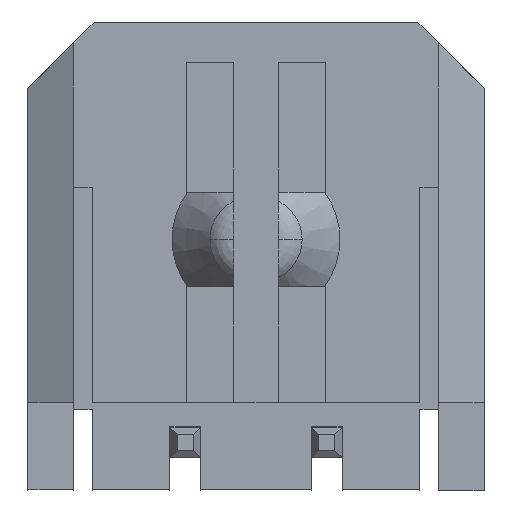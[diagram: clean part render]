
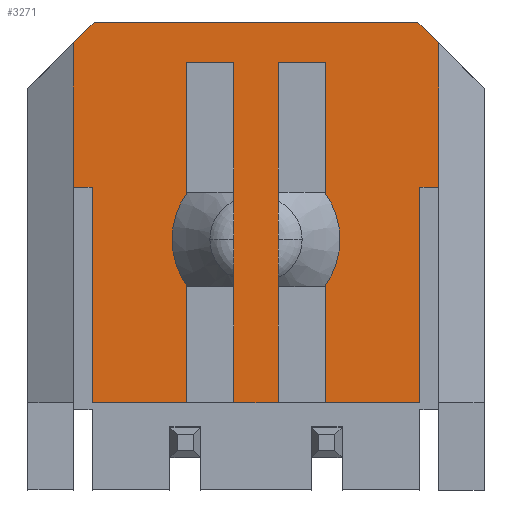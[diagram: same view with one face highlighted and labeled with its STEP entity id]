
A CAD part, front view. The second image highlights one B-rep face of the part: STEP entity #3271.
In plain terms, the highlighted planar face has unit normal (0, -1, 0).
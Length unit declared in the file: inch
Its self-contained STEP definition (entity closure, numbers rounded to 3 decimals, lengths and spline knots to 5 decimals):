
#62 = ORIENTED_EDGE ( 'NONE', *, *, #3304, .F. ) ;
#211 = ORIENTED_EDGE ( 'NONE', *, *, #5502, .F. ) ;
#257 = EDGE_CURVE ( 'NONE', #3665, #1725, #1673, .T. ) ;
#293 = LINE ( 'NONE', #4213, #2567 ) ;
#329 = CARTESIAN_POINT ( 'NONE',  ( 0.05807, -0.07598, -0.12205 ) ) ;
#492 = VECTOR ( 'NONE', #5349, 39.37008 ) ;
#535 = CARTESIAN_POINT ( 'NONE',  ( 0., -0.07598, 0. ) ) ;
#565 = LINE ( 'NONE', #5543, #1209 ) ;
#600 = DIRECTION ( 'NONE',  ( 0., 0., -1. ) ) ;
#682 = VERTEX_POINT ( 'NONE', #776 ) ;
#770 = ORIENTED_EDGE ( 'NONE', *, *, #1827, .F. ) ;
#776 = CARTESIAN_POINT ( 'NONE',  ( 0.0187, -0.07598, -0.12205 ) ) ;
#810 = CARTESIAN_POINT ( 'NONE',  ( 0.13642, -0.07598, -0.12205 ) ) ;
#954 = EDGE_CURVE ( 'NONE', #5999, #1925, #1008, .T. ) ;
#966 = CARTESIAN_POINT ( 'NONE',  ( 0.15217, -0.07598, 0.17756 ) ) ;
#1008 = LINE ( 'NONE', #3588, #1823 ) ;
#1014 = FACE_OUTER_BOUND ( 'NONE', #2874, .T. ) ;
#1120 = LINE ( 'NONE', #1706, #2749 ) ;
#1154 = ORIENTED_EDGE ( 'NONE', *, *, #5051, .T. ) ;
#1175 = DIRECTION ( 'NONE',  ( 0., 0., 1. ) ) ;
#1209 = VECTOR ( 'NONE', #3028, 39.37008 ) ;
#1219 = DIRECTION ( 'NONE',  ( -0.707, 0., 0.707 ) ) ;
#1243 = ORIENTED_EDGE ( 'NONE', *, *, #4045, .T. ) ;
#1258 = CARTESIAN_POINT ( 'NONE',  ( -0.15217, -0.07598, 0.17756 ) ) ;
#1293 = VECTOR ( 'NONE', #4982, 39.37008 ) ;
#1389 = CARTESIAN_POINT ( 'NONE',  ( 0.18996, -0.07598, 0.19488 ) ) ;
#1420 = LINE ( 'NONE', #1637, #3682 ) ;
#1433 = DIRECTION ( 'NONE',  ( 1., 0., 0. ) ) ;
#1516 = ORIENTED_EDGE ( 'NONE', *, *, #4871, .F. ) ;
#1569 = DIRECTION ( 'NONE',  ( 0., 0., -1. ) ) ;
#1623 = VECTOR ( 'NONE', #1866, 39.37008 ) ;
#1637 = CARTESIAN_POINT ( 'NONE',  ( 0.18996, -0.07598, 0.16142 ) ) ;
#1673 = LINE ( 'NONE', #1705, #3067 ) ;
#1680 = VECTOR ( 'NONE', #5399, 39.37008 ) ;
#1705 = CARTESIAN_POINT ( 'NONE',  ( -0.15217, -0.07598, -0.12205 ) ) ;
#1706 = CARTESIAN_POINT ( 'NONE',  ( 0.15217, -0.07598, 0.13976 ) ) ;
#1725 = VERTEX_POINT ( 'NONE', #1258 ) ;
#1768 = CARTESIAN_POINT ( 'NONE',  ( -0.05807, -0.07598, -0.12205 ) ) ;
#1823 = VECTOR ( 'NONE', #1988, 39.37008 ) ;
#1827 = EDGE_CURVE ( 'NONE', #3354, #5300, #3245, .T. ) ;
#1832 = VECTOR ( 'NONE', #4463, 39.37008 ) ;
#1834 = VECTOR ( 'NONE', #1219, 39.37008 ) ;
#1860 = EDGE_CURVE ( 'NONE', #4420, #2835, #5137, .T. ) ;
#1866 = DIRECTION ( 'NONE',  ( 0., 0., -1. ) ) ;
#1869 = LINE ( 'NONE', #5440, #492 ) ;
#1925 = VERTEX_POINT ( 'NONE', #6266 ) ;
#1988 = DIRECTION ( 'NONE',  ( 0., 0., 1. ) ) ;
#2444 = ORIENTED_EDGE ( 'NONE', *, *, #257, .F. ) ;
#2447 = CARTESIAN_POINT ( 'NONE',  ( 0.18996, -0.07598, 0.16142 ) ) ;
#2497 = CARTESIAN_POINT ( 'NONE',  ( 0.15217, -0.07598, -0.12205 ) ) ;
#2567 = VECTOR ( 'NONE', #600, 39.37008 ) ;
#2588 = CARTESIAN_POINT ( 'NONE',  ( -0.13642, -0.07598, 0.05709 ) ) ;
#2596 = VECTOR ( 'NONE', #3947, 39.37008 ) ;
#2615 = EDGE_CURVE ( 'NONE', #3721, #3665, #4719, .T. ) ;
#2620 = ORIENTED_EDGE ( 'NONE', *, *, #1860, .F. ) ;
#2639 = ORIENTED_EDGE ( 'NONE', *, *, #4566, .T. ) ;
#2658 = VECTOR ( 'NONE', #3205, 39.37008 ) ;
#2665 = ORIENTED_EDGE ( 'NONE', *, *, #6175, .T. ) ;
#2669 = CARTESIAN_POINT ( 'NONE',  ( -0.13484, -0.07598, 0.19488 ) ) ;
#2686 = CARTESIAN_POINT ( 'NONE',  ( -0.13642, -0.07598, 0.05709 ) ) ;
#2749 = VECTOR ( 'NONE', #4258, 39.37008 ) ;
#2772 = CARTESIAN_POINT ( 'NONE',  ( 0.13484, -0.07598, 0.19488 ) ) ;
#2778 = DIRECTION ( 'NONE',  ( 0., 0., 1. ) ) ;
#2826 = CARTESIAN_POINT ( 'NONE',  ( -0.0187, -0.07598, 0.16142 ) ) ;
#2833 = CARTESIAN_POINT ( 'NONE',  ( -0.13642, -0.07598, -0.12205 ) ) ;
#2835 = VERTEX_POINT ( 'NONE', #1768 ) ;
#2874 = EDGE_LOOP ( 'NONE', ( #6548, #1154, #1243, #770, #6241, #2444, #6458, #2639, #1516, #2620, #3430, #2665, #211, #3714, #3443, #62, #5094, #5749 ) ) ;
#2903 = CARTESIAN_POINT ( 'NONE',  ( 0.05807, -0.07598, -0.12205 ) ) ;
#2909 = EDGE_CURVE ( 'NONE', #1925, #4608, #5753, .T. ) ;
#2919 = CARTESIAN_POINT ( 'NONE',  ( -0.05807, -0.07598, 0.16142 ) ) ;
#2940 = LINE ( 'NONE', #2497, #3574 ) ;
#2976 = LINE ( 'NONE', #4221, #4068 ) ;
#3018 = CARTESIAN_POINT ( 'NONE',  ( 0.05807, -0.07598, 0.16142 ) ) ;
#3028 = DIRECTION ( 'NONE',  ( -1., 0., 0. ) ) ;
#3067 = VECTOR ( 'NONE', #2778, 39.37008 ) ;
#3205 = DIRECTION ( 'NONE',  ( -1., 0., 0. ) ) ;
#3219 = LINE ( 'NONE', #4295, #1834 ) ;
#3245 = LINE ( 'NONE', #1389, #2596 ) ;
#3271 = ADVANCED_FACE ( 'NONE', ( #1014 ), #6150, .T. ) ;
#3304 = EDGE_CURVE ( 'NONE', #5350, #4623, #2976, .T. ) ;
#3354 = VERTEX_POINT ( 'NONE', #2669 ) ;
#3430 = ORIENTED_EDGE ( 'NONE', *, *, #4640, .T. ) ;
#3443 = ORIENTED_EDGE ( 'NONE', *, *, #6135, .T. ) ;
#3574 = VECTOR ( 'NONE', #4032, 39.37008 ) ;
#3588 = CARTESIAN_POINT ( 'NONE',  ( 0.13642, -0.07598, -0.14062 ) ) ;
#3613 = CARTESIAN_POINT ( 'NONE',  ( -0.15217, -0.07598, 0.05709 ) ) ;
#3665 = VERTEX_POINT ( 'NONE', #3613 ) ;
#3682 = VECTOR ( 'NONE', #4667, 39.37008 ) ;
#3714 = ORIENTED_EDGE ( 'NONE', *, *, #4268, .T. ) ;
#3721 = VERTEX_POINT ( 'NONE', #2588 ) ;
#3897 = CARTESIAN_POINT ( 'NONE',  ( -0.13642, -0.07598, 0.16142 ) ) ;
#3943 = CARTESIAN_POINT ( 'NONE',  ( 0.15217, -0.07598, 0.05709 ) ) ;
#3947 = DIRECTION ( 'NONE',  ( 1., 0., 0. ) ) ;
#3974 = VERTEX_POINT ( 'NONE', #2833 ) ;
#4032 = DIRECTION ( 'NONE',  ( -1., 0., 0. ) ) ;
#4045 = EDGE_CURVE ( 'NONE', #5931, #5300, #3219, .T. ) ;
#4068 = VECTOR ( 'NONE', #4799, 39.37008 ) ;
#4104 = CARTESIAN_POINT ( 'NONE',  ( 0.0187, -0.07598, 0.16142 ) ) ;
#4126 = DIRECTION ( 'NONE',  ( 0., -1., 0. ) ) ;
#4213 = CARTESIAN_POINT ( 'NONE',  ( -0.0187, -0.07598, 0.16142 ) ) ;
#4221 = CARTESIAN_POINT ( 'NONE',  ( 0.05807, -0.07598, -0.12205 ) ) ;
#4258 = DIRECTION ( 'NONE',  ( 0., 0., 1. ) ) ;
#4264 = CARTESIAN_POINT ( 'NONE',  ( 0.0187, -0.07598, -0.12205 ) ) ;
#4268 = EDGE_CURVE ( 'NONE', #682, #4722, #6225, .T. ) ;
#4295 = CARTESIAN_POINT ( 'NONE',  ( 0.16486, -0.07598, 0.16486 ) ) ;
#4405 = EDGE_CURVE ( 'NONE', #3354, #1725, #1869, .T. ) ;
#4415 = CARTESIAN_POINT ( 'NONE',  ( -0.0187, -0.07598, -0.12205 ) ) ;
#4420 = VERTEX_POINT ( 'NONE', #2919 ) ;
#4463 = DIRECTION ( 'NONE',  ( 1., 0., 0. ) ) ;
#4479 = LINE ( 'NONE', #329, #1832 ) ;
#4483 = AXIS2_PLACEMENT_3D ( 'NONE', #535, #4126, #1569 ) ;
#4506 = VERTEX_POINT ( 'NONE', #2826 ) ;
#4566 = EDGE_CURVE ( 'NONE', #3721, #3974, #5145, .T. ) ;
#4608 = VERTEX_POINT ( 'NONE', #3943 ) ;
#4623 = VERTEX_POINT ( 'NONE', #3018 ) ;
#4640 = EDGE_CURVE ( 'NONE', #4420, #4506, #5301, .T. ) ;
#4667 = DIRECTION ( 'NONE',  ( 1., 0., 0. ) ) ;
#4719 = LINE ( 'NONE', #2686, #2658 ) ;
#4722 = VERTEX_POINT ( 'NONE', #4104 ) ;
#4799 = DIRECTION ( 'NONE',  ( 0., 0., 1. ) ) ;
#4871 = EDGE_CURVE ( 'NONE', #2835, #3974, #565, .T. ) ;
#4877 = VECTOR ( 'NONE', #1175, 39.37008 ) ;
#4896 = CARTESIAN_POINT ( 'NONE',  ( 0.13642, -0.07598, 0.05709 ) ) ;
#4982 = DIRECTION ( 'NONE',  ( 0., 0., -1. ) ) ;
#5051 = EDGE_CURVE ( 'NONE', #4608, #5931, #1120, .T. ) ;
#5094 = ORIENTED_EDGE ( 'NONE', *, *, #6020, .T. ) ;
#5137 = LINE ( 'NONE', #5445, #1293 ) ;
#5145 = LINE ( 'NONE', #3897, #1623 ) ;
#5300 = VERTEX_POINT ( 'NONE', #2772 ) ;
#5301 = LINE ( 'NONE', #2447, #6578 ) ;
#5349 = DIRECTION ( 'NONE',  ( -0.707, 0., -0.707 ) ) ;
#5350 = VERTEX_POINT ( 'NONE', #2903 ) ;
#5370 = VERTEX_POINT ( 'NONE', #4415 ) ;
#5399 = DIRECTION ( 'NONE',  ( 1., 0., 0. ) ) ;
#5440 = CARTESIAN_POINT ( 'NONE',  ( -0.16486, -0.07598, 0.16486 ) ) ;
#5445 = CARTESIAN_POINT ( 'NONE',  ( -0.05807, -0.07598, 0.16142 ) ) ;
#5502 = EDGE_CURVE ( 'NONE', #682, #5370, #2940, .T. ) ;
#5543 = CARTESIAN_POINT ( 'NONE',  ( -0.05807, -0.07598, -0.12205 ) ) ;
#5749 = ORIENTED_EDGE ( 'NONE', *, *, #954, .T. ) ;
#5753 = LINE ( 'NONE', #4896, #1680 ) ;
#5931 = VERTEX_POINT ( 'NONE', #966 ) ;
#5999 = VERTEX_POINT ( 'NONE', #810 ) ;
#6020 = EDGE_CURVE ( 'NONE', #5350, #5999, #4479, .T. ) ;
#6135 = EDGE_CURVE ( 'NONE', #4722, #4623, #1420, .T. ) ;
#6150 = PLANE ( 'NONE',  #4483 ) ;
#6175 = EDGE_CURVE ( 'NONE', #4506, #5370, #293, .T. ) ;
#6225 = LINE ( 'NONE', #4264, #4877 ) ;
#6241 = ORIENTED_EDGE ( 'NONE', *, *, #4405, .T. ) ;
#6266 = CARTESIAN_POINT ( 'NONE',  ( 0.13642, -0.07598, 0.05709 ) ) ;
#6458 = ORIENTED_EDGE ( 'NONE', *, *, #2615, .F. ) ;
#6548 = ORIENTED_EDGE ( 'NONE', *, *, #2909, .T. ) ;
#6578 = VECTOR ( 'NONE', #1433, 39.37008 ) ;
